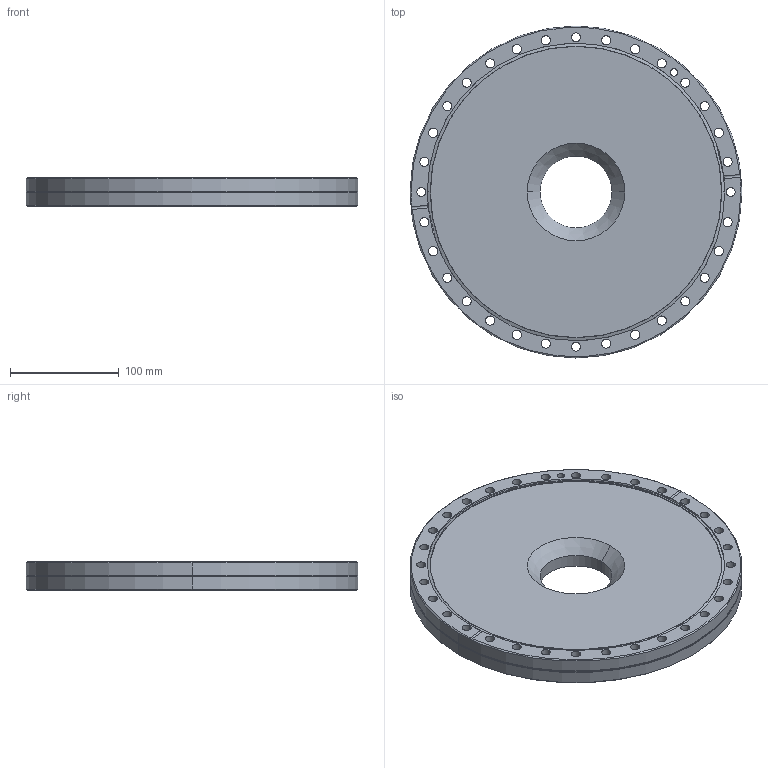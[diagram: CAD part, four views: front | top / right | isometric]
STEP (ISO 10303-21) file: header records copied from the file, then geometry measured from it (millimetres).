
FILE_DESCRIPTION (( 'STEP AP214' ), '1' );
FILE_NAME ('480FLR250-063.step', '2017-07-10T04:59:30', ( 'install' ), ( '' ), 'SwSTEP 2.0', 'SolidWorks 2015', '' );
FILE_SCHEMA (( 'AUTOMOTIVE_DESIGN' ));
Length unit declared in the file: millimetre
Products named in the file (1): 480FLR250-063
Bounding box: 304.8 x 304.8 x 26 mm (x, y, z)
Volume: 1670105.2 mm3; surface area: 191109.4 mm2
Topology: 1 solids, 1 shells, 141 faces, 374 edges, 228 vertices
Faces by surface type: cylinder 96, cone 30, torus 8, plane 5, sphere 2
Entity records: 4788 total; most frequent: DIRECTION 858, CARTESIAN_POINT 822, ORIENTED_EDGE 716, AXIS2_PLACEMENT_3D 364, EDGE_CURVE 358, VERTEX_POINT 228, CIRCLE 222, EDGE_LOOP 218
